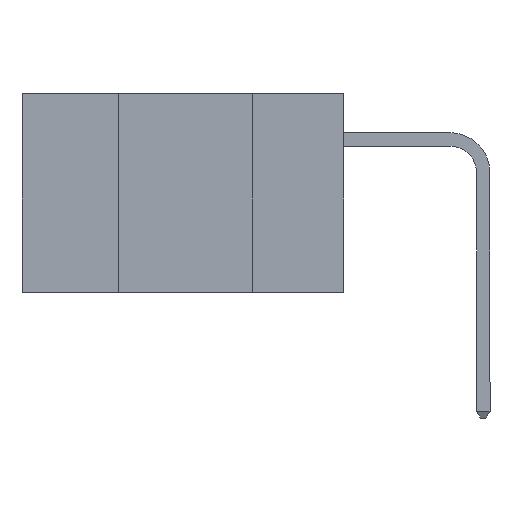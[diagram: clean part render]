
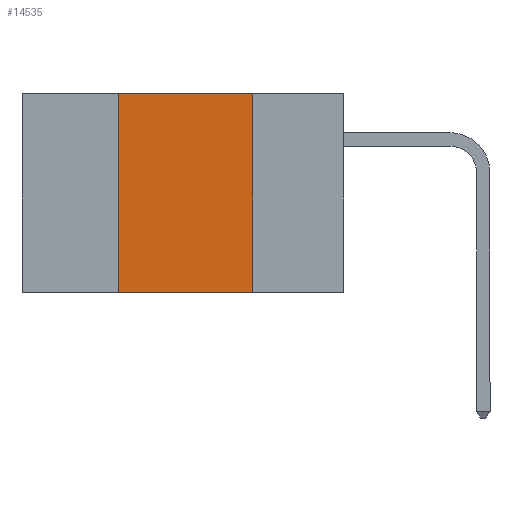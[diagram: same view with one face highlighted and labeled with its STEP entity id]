
A CAD part, left-side view. The second image highlights one B-rep face of the part: STEP entity #14535.
In plain terms, the highlighted planar face has unit normal (-1, 0, 0).
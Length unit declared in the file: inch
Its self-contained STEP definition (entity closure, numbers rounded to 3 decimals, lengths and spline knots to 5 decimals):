
#287 = DIRECTION ( 'NONE',  ( 0., 0., -1. ) ) ;
#394 = CARTESIAN_POINT ( 'NONE',  ( 0., 0.42, 0. ) ) ;
#590 = CARTESIAN_POINT ( 'NONE',  ( 0., 0.6, 0. ) ) ;
#1324 = DIRECTION ( 'NONE',  ( 0., -1., 0. ) ) ;
#1364 = EDGE_LOOP ( 'NONE', ( #7233, #7625, #1404, #8024 ) ) ;
#1404 = ORIENTED_EDGE ( 'NONE', *, *, #13447, .F. ) ;
#1849 = VECTOR ( 'NONE', #1324, 39.37008 ) ;
#1872 = DIRECTION ( 'NONE',  ( 0., -1., 0. ) ) ;
#2935 = EDGE_CURVE ( 'NONE', #6620, #11367, #8378, .T. ) ;
#3598 = VERTEX_POINT ( 'NONE', #394 ) ;
#4057 = PLANE ( 'NONE',  #11078 ) ;
#4371 = CARTESIAN_POINT ( 'NONE',  ( 0., 0.42, 0. ) ) ;
#4507 = LINE ( 'NONE', #4371, #13996 ) ;
#5089 = VECTOR ( 'NONE', #11905, 39.37008 ) ;
#6620 = VERTEX_POINT ( 'NONE', #7431 ) ;
#7233 = ORIENTED_EDGE ( 'NONE', *, *, #2935, .F. ) ;
#7311 = VECTOR ( 'NONE', #1872, 39.37008 ) ;
#7431 = CARTESIAN_POINT ( 'NONE',  ( 0., 0.17, 0. ) ) ;
#7625 = ORIENTED_EDGE ( 'NONE', *, *, #15185, .F. ) ;
#7781 = DIRECTION ( 'NONE',  ( 1., 0., 0. ) ) ;
#8024 = ORIENTED_EDGE ( 'NONE', *, *, #9844, .T. ) ;
#8246 = VERTEX_POINT ( 'NONE', #10488 ) ;
#8378 = LINE ( 'NONE', #11695, #5089 ) ;
#8469 = LINE ( 'NONE', #12489, #1849 ) ;
#9651 = FACE_OUTER_BOUND ( 'NONE', #1364, .T. ) ;
#9844 = EDGE_CURVE ( 'NONE', #8246, #11367, #8469, .T. ) ;
#10217 = LINE ( 'NONE', #590, #7311 ) ;
#10488 = CARTESIAN_POINT ( 'NONE',  ( 0., 0.42, -0.37 ) ) ;
#11078 = AXIS2_PLACEMENT_3D ( 'NONE', #15168, #7781, #287 ) ;
#11367 = VERTEX_POINT ( 'NONE', #11789 ) ;
#11695 = CARTESIAN_POINT ( 'NONE',  ( 0., 0.17, 0. ) ) ;
#11789 = CARTESIAN_POINT ( 'NONE',  ( 0., 0.17, -0.37 ) ) ;
#11905 = DIRECTION ( 'NONE',  ( 0., 0., -1. ) ) ;
#12489 = CARTESIAN_POINT ( 'NONE',  ( 0., 0.6, -0.37 ) ) ;
#13095 = DIRECTION ( 'NONE',  ( 0., 0., 1. ) ) ;
#13447 = EDGE_CURVE ( 'NONE', #8246, #3598, #4507, .T. ) ;
#13996 = VECTOR ( 'NONE', #13095, 39.37008 ) ;
#14535 = ADVANCED_FACE ( 'NONE', ( #9651 ), #4057, .F. ) ;
#15168 = CARTESIAN_POINT ( 'NONE',  ( 0., 0.6, 0. ) ) ;
#15185 = EDGE_CURVE ( 'NONE', #3598, #6620, #10217, .T. ) ;
